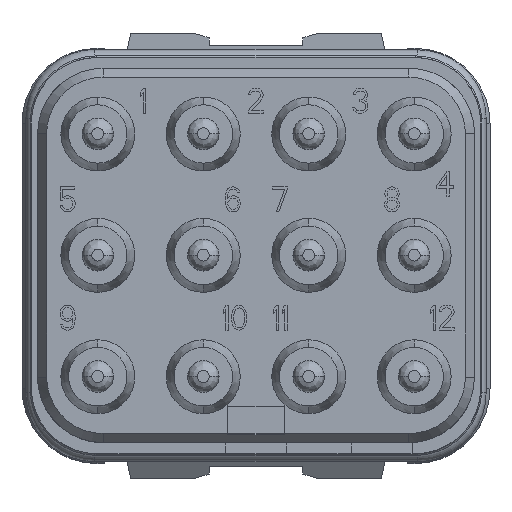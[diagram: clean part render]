
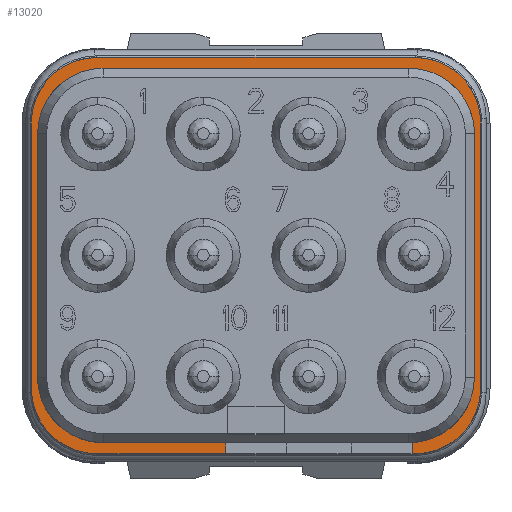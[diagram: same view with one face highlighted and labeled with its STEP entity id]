
A CAD part, top view. The second image highlights one B-rep face of the part: STEP entity #13020.
In plain terms, the highlighted planar face has unit normal (0, 0, 1).
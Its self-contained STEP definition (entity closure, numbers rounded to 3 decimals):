
#1=DIRECTION('',(0.,-1.,0.));
#2=VECTOR('',#1,0.35);
#3=CARTESIAN_POINT('',(-0.975,-6.,0.));
#4=LINE('',#3,#2);
#5=DIRECTION('',(-1.,0.,0.));
#6=VECTOR('',#5,4.125);
#7=CARTESIAN_POINT('',(-0.975,-6.35,0.));
#8=LINE('',#7,#6);
#9=DIRECTION('',(0.,1.,0.));
#10=VECTOR('',#9,8.5);
#11=CARTESIAN_POINT('',(-7.2,-4.25,0.));
#12=LINE('',#11,#10);
#13=DIRECTION('',(1.,0.,0.));
#14=VECTOR('',#13,10.2);
#15=CARTESIAN_POINT('',(-5.1,6.35,0.));
#16=LINE('',#15,#14);
#17=DIRECTION('',(0.,-1.,0.));
#18=VECTOR('',#17,8.5);
#19=CARTESIAN_POINT('',(7.2,4.25,0.));
#20=LINE('',#19,#18);
#21=DIRECTION('',(-1.,0.,0.));
#22=VECTOR('',#21,0.1);
#23=CARTESIAN_POINT('',(5.1,-6.35,0.));
#24=LINE('',#23,#22);
#25=DIRECTION('',(0.,-1.,0.));
#26=VECTOR('',#25,0.352);
#27=CARTESIAN_POINT('',(5.,-5.998,0.));
#28=LINE('',#27,#26);
#29=CARTESIAN_POINT('',(4.9,-3.9,0.));
#30=DIRECTION('',(0.,0.,1.));
#31=DIRECTION('',(0.048,-0.999,0.));
#32=AXIS2_PLACEMENT_3D('',#29,#30,#31);
#34=DIRECTION('',(0.,1.,0.));
#35=VECTOR('',#34,7.8);
#36=CARTESIAN_POINT('',(7.,-3.9,0.));
#37=LINE('',#36,#35);
#38=CARTESIAN_POINT('',(4.9,3.9,0.));
#39=DIRECTION('',(0.,0.,1.));
#40=DIRECTION('',(1.,0.,0.));
#41=AXIS2_PLACEMENT_3D('',#38,#39,#40);
#43=DIRECTION('',(-1.,0.,0.));
#44=VECTOR('',#43,9.8);
#45=CARTESIAN_POINT('',(4.9,6.,0.));
#46=LINE('',#45,#44);
#47=CARTESIAN_POINT('',(-4.9,3.9,0.));
#48=DIRECTION('',(0.,0.,1.));
#49=DIRECTION('',(0.,1.,0.));
#50=AXIS2_PLACEMENT_3D('',#47,#48,#49);
#52=DIRECTION('',(0.,-1.,0.));
#53=VECTOR('',#52,7.8);
#54=CARTESIAN_POINT('',(-7.,3.9,0.));
#55=LINE('',#54,#53);
#56=CARTESIAN_POINT('',(-4.9,-3.9,0.));
#57=DIRECTION('',(0.,0.,1.));
#58=DIRECTION('',(-1.,0.,0.));
#59=AXIS2_PLACEMENT_3D('',#56,#57,#58);
#61=DIRECTION('',(1.,0.,0.));
#62=VECTOR('',#61,3.925);
#63=CARTESIAN_POINT('',(-4.9,-6.,0.));
#64=LINE('',#63,#62);
#1869=CARTESIAN_POINT('',(5.1,-4.25,0.));
#1870=DIRECTION('',(0.,0.,-1.));
#1871=DIRECTION('',(1.,0.,0.));
#1872=AXIS2_PLACEMENT_3D('',#1869,#1870,#1871);
#1914=CARTESIAN_POINT('',(5.1,4.25,0.));
#1915=DIRECTION('',(0.,0.,-1.));
#1916=DIRECTION('',(0.,1.,0.));
#1917=AXIS2_PLACEMENT_3D('',#1914,#1915,#1916);
#1959=CARTESIAN_POINT('',(-5.1,4.25,0.));
#1960=DIRECTION('',(0.,0.,-1.));
#1961=DIRECTION('',(-1.,0.,0.));
#1962=AXIS2_PLACEMENT_3D('',#1959,#1960,#1961);
#2004=CARTESIAN_POINT('',(-5.1,-4.25,0.));
#2005=DIRECTION('',(0.,0.,-1.));
#2006=DIRECTION('',(0.,-1.,0.));
#2007=AXIS2_PLACEMENT_3D('',#2004,#2005,#2006);
#10082=CARTESIAN_POINT('',(5.1,6.35,0.));
#10083=CARTESIAN_POINT('',(7.2,4.25,0.));
#10084=VERTEX_POINT('',#10082);
#10085=VERTEX_POINT('',#10083);
#10086=CARTESIAN_POINT('',(-7.2,4.25,0.));
#10087=CARTESIAN_POINT('',(-5.1,6.35,0.));
#10088=VERTEX_POINT('',#10086);
#10089=VERTEX_POINT('',#10087);
#10090=CARTESIAN_POINT('',(-5.1,-6.35,0.));
#10091=CARTESIAN_POINT('',(-7.2,-4.25,0.));
#10092=VERTEX_POINT('',#10090);
#10093=VERTEX_POINT('',#10091);
#10094=CARTESIAN_POINT('',(7.2,-4.25,0.));
#10095=CARTESIAN_POINT('',(5.1,-6.35,0.));
#10096=VERTEX_POINT('',#10094);
#10097=VERTEX_POINT('',#10095);
#10182=CARTESIAN_POINT('',(-7.,3.9,0.));
#10183=CARTESIAN_POINT('',(-7.,-3.9,0.));
#10184=VERTEX_POINT('',#10182);
#10185=VERTEX_POINT('',#10183);
#10186=CARTESIAN_POINT('',(-4.9,-6.,0.));
#10187=VERTEX_POINT('',#10186);
#10188=CARTESIAN_POINT('',(7.,-3.9,0.));
#10189=CARTESIAN_POINT('',(7.,3.9,0.));
#10190=VERTEX_POINT('',#10188);
#10191=VERTEX_POINT('',#10189);
#10192=CARTESIAN_POINT('',(4.9,6.,0.));
#10193=VERTEX_POINT('',#10192);
#10194=CARTESIAN_POINT('',(-4.9,6.,0.));
#10195=VERTEX_POINT('',#10194);
#10216=CARTESIAN_POINT('',(5.,-6.35,0.));
#10217=VERTEX_POINT('',#10216);
#10222=CARTESIAN_POINT('',(5.,-5.998,0.));
#10223=VERTEX_POINT('',#10222);
#10242=CARTESIAN_POINT('',(-0.975,-6.,0.));
#10243=CARTESIAN_POINT('',(-0.975,-6.35,0.));
#10244=VERTEX_POINT('',#10242);
#10245=VERTEX_POINT('',#10243);
#12975=CARTESIAN_POINT('',(0.,0.,0.));
#12976=DIRECTION('',(0.,0.,1.));
#12977=DIRECTION('',(1.,0.,0.));
#12978=AXIS2_PLACEMENT_3D('',#12975,#12976,#12977);
#12979=PLANE('',#12978);
#12981=ORIENTED_EDGE('',*,*,#12980,.T.);
#12983=ORIENTED_EDGE('',*,*,#12982,.T.);
#12985=ORIENTED_EDGE('',*,*,#12984,.T.);
#12987=ORIENTED_EDGE('',*,*,#12986,.T.);
#12989=ORIENTED_EDGE('',*,*,#12988,.T.);
#12991=ORIENTED_EDGE('',*,*,#12990,.T.);
#12993=ORIENTED_EDGE('',*,*,#12992,.T.);
#12995=ORIENTED_EDGE('',*,*,#12994,.T.);
#12997=ORIENTED_EDGE('',*,*,#12996,.T.);
#12999=ORIENTED_EDGE('',*,*,#12998,.T.);
#13001=ORIENTED_EDGE('',*,*,#13000,.F.);
#13003=ORIENTED_EDGE('',*,*,#13002,.T.);
#13005=ORIENTED_EDGE('',*,*,#13004,.T.);
#13007=ORIENTED_EDGE('',*,*,#13006,.T.);
#13009=ORIENTED_EDGE('',*,*,#13008,.T.);
#13011=ORIENTED_EDGE('',*,*,#13010,.T.);
#13013=ORIENTED_EDGE('',*,*,#13012,.T.);
#13015=ORIENTED_EDGE('',*,*,#13014,.T.);
#13017=ORIENTED_EDGE('',*,*,#13016,.T.);
#13018=EDGE_LOOP('',(#12981,#12983,#12985,#12987,#12989,#12991,#12993,#12995,
#12997,#12999,#13001,#13003,#13005,#13007,#13009,#13011,#13013,#13015,#13017));
#13019=FACE_OUTER_BOUND('',#13018,.F.);
#13020=ADVANCED_FACE('',(#13019),#12979,.T.);
#33=CIRCLE('',#32,2.1);
#42=CIRCLE('',#41,2.1);
#51=CIRCLE('',#50,2.1);
#60=CIRCLE('',#59,2.1);
#1873=CIRCLE('',#1872,2.1);
#1918=CIRCLE('',#1917,2.1);
#1963=CIRCLE('',#1962,2.1);
#2008=CIRCLE('',#2007,2.1);
#12980=EDGE_CURVE('',#10244,#10245,#4,.T.);
#12982=EDGE_CURVE('',#10245,#10092,#8,.T.);
#12984=EDGE_CURVE('',#10092,#10093,#2008,.T.);
#12986=EDGE_CURVE('',#10093,#10088,#12,.T.);
#12988=EDGE_CURVE('',#10088,#10089,#1963,.T.);
#12990=EDGE_CURVE('',#10089,#10084,#16,.T.);
#12992=EDGE_CURVE('',#10084,#10085,#1918,.T.);
#12994=EDGE_CURVE('',#10085,#10096,#20,.T.);
#12996=EDGE_CURVE('',#10096,#10097,#1873,.T.);
#12998=EDGE_CURVE('',#10097,#10217,#24,.T.);
#13000=EDGE_CURVE('',#10223,#10217,#28,.T.);
#13002=EDGE_CURVE('',#10223,#10190,#33,.T.);
#13004=EDGE_CURVE('',#10190,#10191,#37,.T.);
#13006=EDGE_CURVE('',#10191,#10193,#42,.T.);
#13008=EDGE_CURVE('',#10193,#10195,#46,.T.);
#13010=EDGE_CURVE('',#10195,#10184,#51,.T.);
#13012=EDGE_CURVE('',#10184,#10185,#55,.T.);
#13014=EDGE_CURVE('',#10185,#10187,#60,.T.);
#13016=EDGE_CURVE('',#10187,#10244,#64,.T.);
